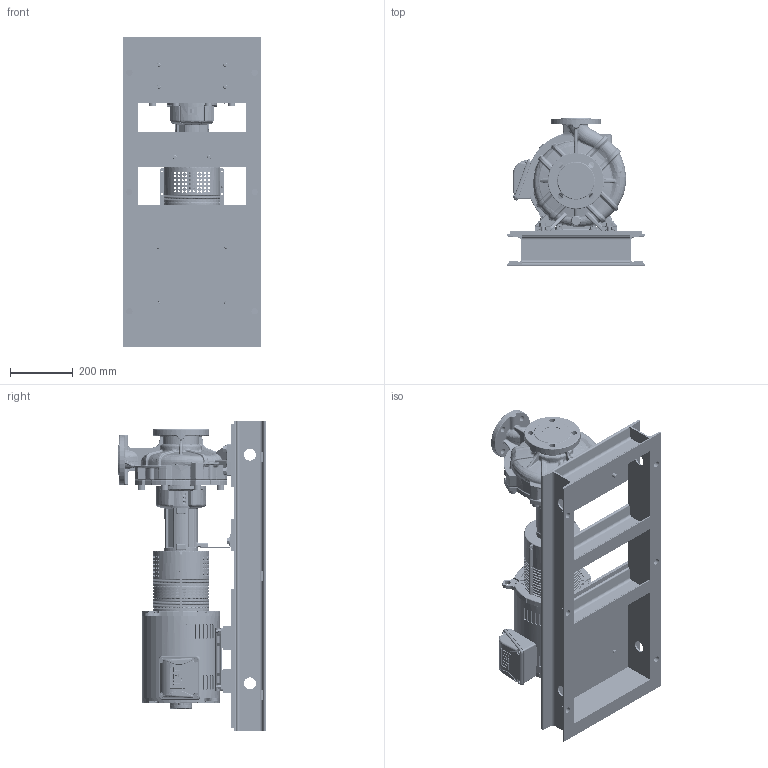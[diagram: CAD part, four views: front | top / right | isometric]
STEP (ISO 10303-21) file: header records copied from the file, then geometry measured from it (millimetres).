
FILE_DESCRIPTION (( 'STEP AP203' ), '1' );
FILE_NAME ('3325526 - NL-HE 2.5x2x8-7.5-213_5T-460-4-ODP.step', '2021-01-06T15:24:48', ( '' ), ( '' ), 'SwSTEP 2.0', 'SolidWorks 2020', '' );
FILE_SCHEMA (( 'CONFIG_CONTROL_DESIGN' ));
Length unit declared in the file: inch
Products named in the file (23): PE PLATE[stp]_P.E PLATE #6; 10# ANGLE WASHER[stp]; 3322662 - 3_8in-16 ZINC GRADE 5 HEX NUT[stp]_95462A031; COUPLING GRD[stp]_3323307 - NL-HE COUPLING GUARD ASSEMBLY SG.25; 4107249 - 1_2COUPLING GUARD-PP-SG.25[stp]; 3322658 - 1_2in x 1.062in OD ZINC STEEL FLAT WASHER[stp]_91860A033; BBRCKT PLATE[stp]_B.B PLATE #6; BASE 10# ASSY[stp]_3322778 - NL-HE BASE #4 - BASEKIT 49; 10# C CHANNEL[stp]_####### - 10# x 39in; 9149653 - Atmos GIGA-N 2.5x2x8-D-L4; 4 POLE[stp]_2710313 - NEMA H4 7.5HP 213T 3~208-230_460 ODP; MOT PLATE[stp]_MOT PLATE #7; CONF - STUD - [3_8in-16][stp]_3314184 - 3_8in-16 GR.A MGLV STD 2.50in .85inA .60inB; DRILLING[stp]_3322990 - NL-HE BASE #4 DRILLED - 49; NL-HE MOT RISER[stp]_3322563 - NL-HE MOT RISER #6A [3 x 2.25 x 1]; 3322660 - 3_8in x 0.812in OD ZINC STEEL FLAT WASHER[stp]_98023A031; BASE 10#[stp]_3322637 - NL-HE RAW BASE #4-182_4T, 213_5T; 3325526 - NL-HE 2.5x2x8-7.5-213_5T-460-4-ODP; CONF - BOLT - [1_2in-13][stp]_3323256 - 1_2in-13 x 1in (FT) A307 HD GALV HEX BOLT; 10# C CHANNEL[stp]_####### - 10# x 13.5in; CONF - BOLT - [1_2in-13][stp]_3323258 - 1_2in-13 x 1.5in A307 HD GALV HEX BOLT; 2710313 - NEMA H4 7.5HP 213T 3~208-230_460 ODP[stp]
Assembly tree (51 placements, depth 4):
  DRILLING[stp]_3322990 - NL-HE BASE #4 DRILLED - 49
  3325526 - NL-HE 2.5x2x8-7.5-213_5T-460-4-ODP
    9149653 - Atmos GIGA-N 2.5x2x8-D-L4
    4 POLE[stp]_2710313 - NEMA H4 7.5HP 213T 3~208-230_460 ODP
      2710313 - NEMA H4 7.5HP 213T 3~208-230_460 ODP[stp]
    BASE 10# ASSY[stp]_3322778 - NL-HE BASE #4 - BASEKIT 49
      BASE 10#[stp]_3322637 - NL-HE RAW BASE #4-182_4T, 213_5T
        10# C CHANNEL[stp]_####### - 10# x 39in
        10# C CHANNEL[stp]_####### - 10# x 13.5in  x4
        PE PLATE[stp]_P.E PLATE #6
        BBRCKT PLATE[stp]_B.B PLATE #6
        MOT PLATE[stp]_MOT PLATE #7
        10# C CHANNEL[stp]_####### - 10# x 39in
        10# ANGLE WASHER[stp]  x6
      NL-HE MOT RISER[stp]_3322563 - NL-HE MOT RISER #6A [3 x 2.25 x 1]  x4
      CONF - BOLT - [1_2in-13][stp]_3323258 - 1_2in-13 x 1.5in A307 HD GALV HEX BOLT  x4
      3322658 - 1_2in x 1.062in OD ZINC STEEL FLAT WASHER[stp]_91860A033  x6
      CONF - BOLT - [1_2in-13][stp]_3323256 - 1_2in-13 x 1in (FT) A307 HD GALV HEX BOLT  x2
      CONF - STUD - [3_8in-16][stp]_3314184 - 3_8in-16 GR.A MGLV STD 2.50in .85inA .60inB  x4
      3322662 - 3_8in-16 ZINC GRADE 5 HEX NUT[stp]_95462A031  x4
      3322660 - 3_8in x 0.812in OD ZINC STEEL FLAT WASHER[stp]_98023A031  x4
    COUPLING GRD[stp]_3323307 - NL-HE COUPLING GUARD ASSEMBLY SG.25
      4107249 - 1_2COUPLING GUARD-PP-SG.25[stp]  x2
Bounding box: 438.9 x 470.01 x 990.6 mm (x, y, z)
Volume: 35727250 mm3; surface area: 3735789.7 mm2
Topology: 65 solids, 66 shells, 8321 faces, 20329 edges, 12189 vertices
Faces by surface type: bspline 3680, cylinder 1799, plane 1479, cone 1131, sphere 196, torus 36
Entity records: 418296 total; most frequent: CARTESIAN_POINT 287768, ORIENTED_EDGE 32418, DIRECTION 18041, EDGE_CURVE 16209, VERTEX_POINT 9790, B_SPLINE_CURVE_WITH_KNOTS 7428, EDGE_LOOP 7079, AXIS2_PLACEMENT_3D 6907
